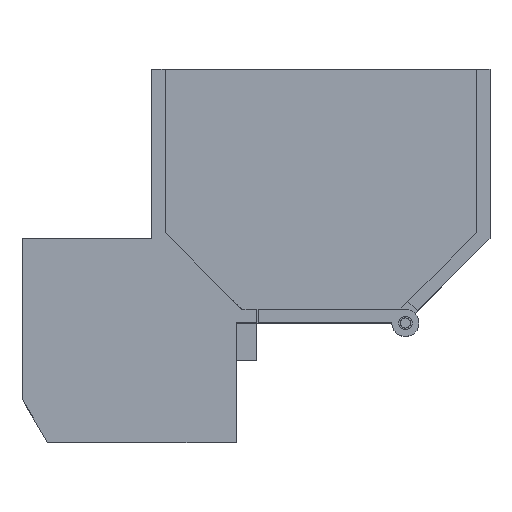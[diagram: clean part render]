
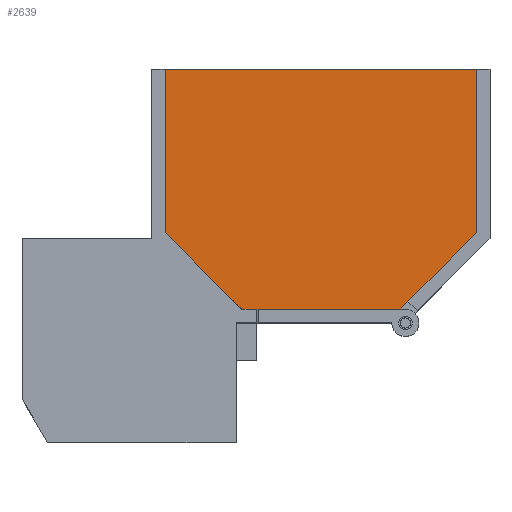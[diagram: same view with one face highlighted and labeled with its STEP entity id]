
A CAD part, top view. The second image highlights one B-rep face of the part: STEP entity #2639.
In plain terms, the highlighted planar face has unit normal (0, 0, 1).
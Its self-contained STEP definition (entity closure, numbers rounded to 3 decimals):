
#338=FACE_OUTER_BOUND('',#487,.T.);
#487=EDGE_LOOP('',(#2226,#2227,#2228,#2229,#2230,#2231,#2232,#2233,#2234,
#2235,#2236));
#607=LINE('',#3819,#852);
#682=LINE('',#4991,#927);
#697=LINE('',#5020,#942);
#699=LINE('',#5025,#944);
#705=LINE('',#5041,#950);
#707=LINE('',#5046,#952);
#708=LINE('',#5047,#953);
#709=LINE('',#5048,#954);
#710=LINE('',#5049,#955);
#711=LINE('',#5050,#956);
#712=LINE('',#5051,#957);
#852=VECTOR('',#3111,10.);
#927=VECTOR('',#3404,10.);
#942=VECTOR('',#3421,10.);
#944=VECTOR('',#3425,10.);
#950=VECTOR('',#3439,10.);
#952=VECTOR('',#3443,10.);
#953=VECTOR('',#3444,10.);
#954=VECTOR('',#3445,10.);
#955=VECTOR('',#3446,10.);
#956=VECTOR('',#3447,10.);
#957=VECTOR('',#3448,10.);
#1090=VERTEX_POINT('',#3816);
#1091=VERTEX_POINT('',#3818);
#1217=VERTEX_POINT('',#4988);
#1218=VERTEX_POINT('',#4990);
#1231=VERTEX_POINT('',#5018);
#1232=VERTEX_POINT('',#5022);
#1233=VERTEX_POINT('',#5024);
#1238=VERTEX_POINT('',#5038);
#1239=VERTEX_POINT('',#5040);
#1240=VERTEX_POINT('',#5044);
#1241=VERTEX_POINT('',#5045);
#1379=EDGE_CURVE('',#1091,#1090,#607,.T.);
#1565=EDGE_CURVE('',#1218,#1217,#682,.T.);
#1580=EDGE_CURVE('',#1217,#1231,#697,.T.);
#1582=EDGE_CURVE('',#1233,#1232,#699,.T.);
#1589=EDGE_CURVE('',#1239,#1238,#705,.T.);
#1591=EDGE_CURVE('',#1240,#1241,#707,.T.);
#1592=EDGE_CURVE('',#1239,#1240,#708,.T.);
#1593=EDGE_CURVE('',#1218,#1238,#709,.T.);
#1594=EDGE_CURVE('',#1231,#1233,#710,.T.);
#1595=EDGE_CURVE('',#1232,#1091,#711,.T.);
#1596=EDGE_CURVE('',#1241,#1090,#712,.T.);
#2226=ORIENTED_EDGE('',*,*,#1591,.F.);
#2227=ORIENTED_EDGE('',*,*,#1592,.F.);
#2228=ORIENTED_EDGE('',*,*,#1589,.T.);
#2229=ORIENTED_EDGE('',*,*,#1593,.F.);
#2230=ORIENTED_EDGE('',*,*,#1565,.T.);
#2231=ORIENTED_EDGE('',*,*,#1580,.T.);
#2232=ORIENTED_EDGE('',*,*,#1594,.T.);
#2233=ORIENTED_EDGE('',*,*,#1582,.T.);
#2234=ORIENTED_EDGE('',*,*,#1595,.T.);
#2235=ORIENTED_EDGE('',*,*,#1379,.T.);
#2236=ORIENTED_EDGE('',*,*,#1596,.F.);
#2509=PLANE('',#2867);
#2639=ADVANCED_FACE('',(#338),#2509,.F.);
#2867=AXIS2_PLACEMENT_3D('',#5043,#3441,#3442);
#3111=DIRECTION('',(1.,0.,0.));
#3404=DIRECTION('',(0.707,0.707,0.));
#3421=DIRECTION('',(0.,1.,0.));
#3425=DIRECTION('',(0.,-1.,0.));
#3439=DIRECTION('',(-1.,0.,0.));
#3441=DIRECTION('center_axis',(0.,0.,-1.));
#3442=DIRECTION('ref_axis',(1.,0.,0.));
#3443=DIRECTION('',(-1.,0.,0.));
#3444=DIRECTION('',(-0.707,-0.707,0.));
#3445=DIRECTION('',(0.707,-0.707,0.));
#3446=DIRECTION('',(-1.,0.,0.));
#3447=DIRECTION('',(0.707,-0.707,0.));
#3448=DIRECTION('',(0.,1.,0.));
#3816=CARTESIAN_POINT('',(31.,-35.,-36.));
#3818=CARTESIAN_POINT('',(26.657,-35.,-36.));
#3819=CARTESIAN_POINT('',(61.672,-35.,-36.));
#4988=CARTESIAN_POINT('',(96.,-12.343,-36.));
#4990=CARTESIAN_POINT('',(75.707,-32.636,-36.));
#4991=CARTESIAN_POINT('',(87.211,-21.132,-36.));
#5018=CARTESIAN_POINT('',(96.,36.,-36.));
#5020=CARTESIAN_POINT('',(96.,17.25,-36.));
#5022=CARTESIAN_POINT('',(4.,-12.343,-36.));
#5024=CARTESIAN_POINT('',(4.,36.,-36.));
#5025=CARTESIAN_POINT('',(4.,-6.922,-36.));
#5038=CARTESIAN_POINT('',(78.071,-35.,-36.));
#5040=CARTESIAN_POINT('',(79.,-35.,-36.));
#5041=CARTESIAN_POINT('',(82.,-35.,-36.));
#5043=CARTESIAN_POINT('Origin',(50.,-1.5,-36.));
#5044=CARTESIAN_POINT('',(75.,-39.,-36.));
#5045=CARTESIAN_POINT('',(31.,-39.,-36.));
#5046=CARTESIAN_POINT('',(73.964,-39.,-36.));
#5047=CARTESIAN_POINT('',(88.112,-25.888,-36.));
#5048=CARTESIAN_POINT('',(75.707,-32.636,-36.));
#5049=CARTESIAN_POINT('',(100.,36.,-36.));
#5050=CARTESIAN_POINT('',(24.118,-32.461,-36.));
#5051=CARTESIAN_POINT('',(31.,-39.,-36.));
